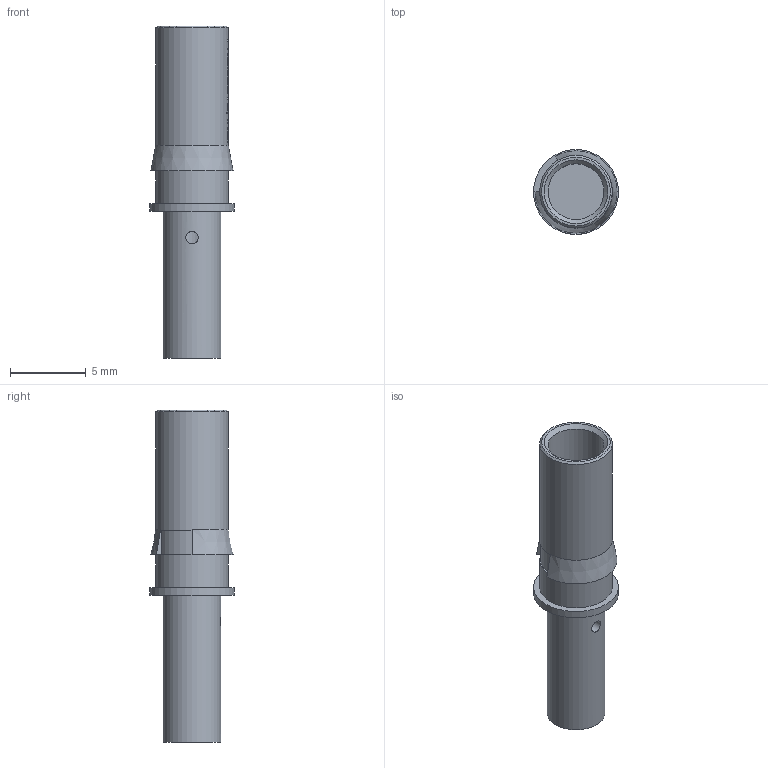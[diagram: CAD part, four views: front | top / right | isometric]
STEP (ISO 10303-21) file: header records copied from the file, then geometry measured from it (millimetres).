
FILE_DESCRIPTION(/* description */ ('Alibre Inc.'),/* implementation_level */ '2;1');
FILE_NAME(/* name */ 'export0',/* time_stamp */ '2015-02-23T07:49:15-08:00',/* author */ (''),/* organization */ (''),/* preprocessor_version */ 'ST-DEVELOPER v14',/* originating_system */ 'Alibre',/* authorisation */ '');
FILE_SCHEMA (('CONFIG_CONTROL_DESIGN'));
Length unit declared in the file: centimetre
Products named in the file (1): WRM 101000
Bounding box: 5.59 x 5.59 x 21.84 mm (x, y, z)
Volume: 214.8 mm3; surface area: 517.4 mm2
Topology: 1 solids, 1 shells, 391 faces, 1065 edges, 709 vertices
Faces by surface type: bspline 216, plane 157, cylinder 14, cone 4
Full cylindrical faces by diameter (mm): 0.813 x1, 2.591 x1, 3.683 x1, 3.81 x1, 4.775 x2, 5.588 x1
Entity records: 13365 total; most frequent: CARTESIAN_POINT 5053, ORIENTED_EDGE 2106, EDGE_CURVE 1053, DIRECTION 872, VERTEX_POINT 707, VECTOR 540, LINE 540, EDGE_LOOP 436
